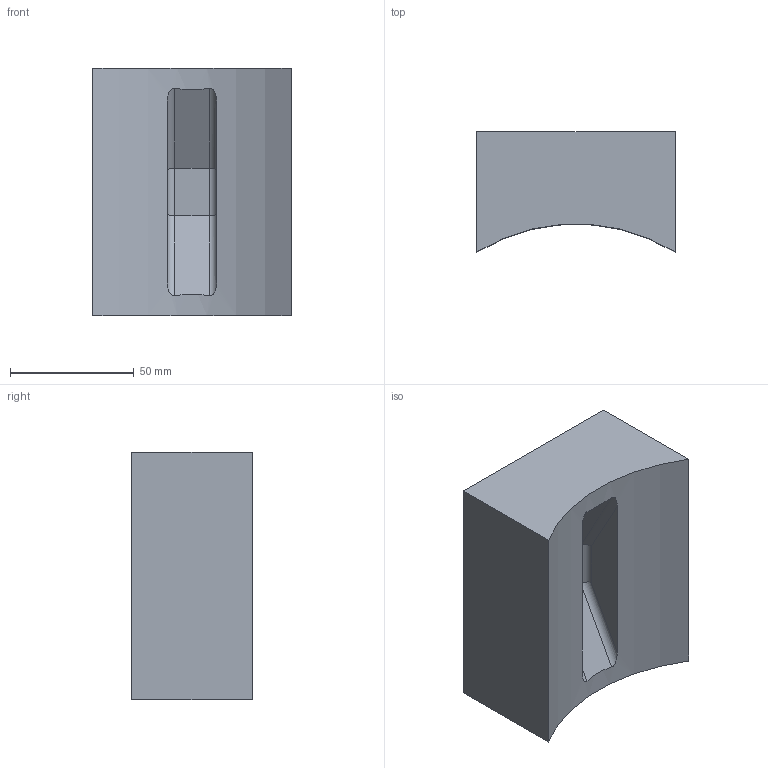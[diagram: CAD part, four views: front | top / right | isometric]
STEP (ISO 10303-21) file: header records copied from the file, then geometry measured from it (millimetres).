
FILE_DESCRIPTION (( 'STEP AP214' ), '1' );
FILE_NAME ('Aeroshell1.0_ANSYS_THISWILLWORK.STEP', '2024-10-20T21:15:46', ( '' ), ( '' ), 'SwSTEP 2.0', 'SolidWorks 2024', '' );
FILE_SCHEMA (( 'AUTOMOTIVE_DESIGN' ));
Length unit declared in the file: millimetre
Products named in the file (1): Aeroshell1.0_ANSYS_THISWILLWORK
Bounding box: 80.25 x 48.76 x 100 mm (x, y, z)
Volume: 311541 mm3; surface area: 34630 mm2
Topology: 1 solids, 1 shells, 17 faces, 38 edges, 24 vertices
Faces by surface type: plane 10, cylinder 7
Entity records: 551 total; most frequent: CARTESIAN_POINT 176, ORIENTED_EDGE 76, DIRECTION 64, EDGE_CURVE 38, LINE 24, VECTOR 24, VERTEX_POINT 24, AXIS2_PLACEMENT_3D 20
